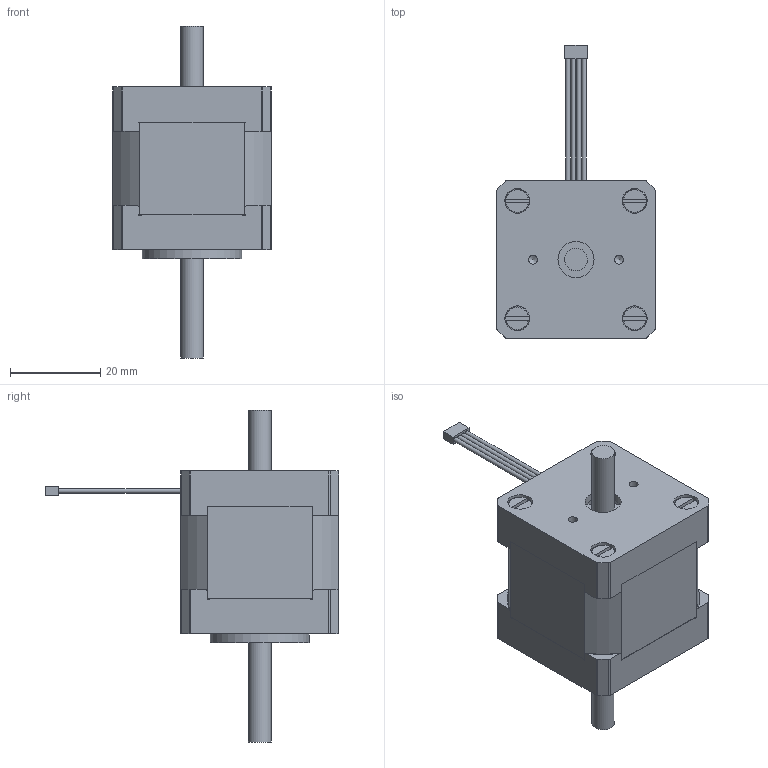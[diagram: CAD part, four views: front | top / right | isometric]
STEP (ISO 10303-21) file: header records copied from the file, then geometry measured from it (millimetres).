
FILE_DESCRIPTION(/* description */ (''),/* implementation_level */ '2;1');
FILE_NAME(/* name */ 'ST3518M1004-B.stp',/* time_stamp */ '2017-02-16T11:37:39+01:00',/* author */ ('schneid_cad'),/* organization */ (''),/* preprocessor_version */ 'ST-DEVELOPER v16.5',/* originating_system */ 'Autodesk Inventor 2017',/* authorisation */ '');
FILE_SCHEMA (('AUTOMOTIVE_DESIGN { 1 0 10303 214 3 1 1 }'));
Length unit declared in the file: millimetre
Products named in the file (1): ST3518M1004-B
Bounding box: 35 x 65 x 73.5 mm (x, y, z)
Volume: 34806.4 mm3; surface area: 16732.1 mm2
Topology: 10 solids, 10 shells, 223 faces, 551 edges, 364 vertices
Faces by surface type: plane 126, cylinder 65, cone 23, torus 9
Full cylindrical faces by diameter (mm): 1 x4, 2.013 x2, 2.459 x4, 2.693 x4, 3 x4, 3.2 x4, 5 x2, 5.5 x4, 8 x2, 15 x1, 17 x2, 21 x2, 22 x1, 24 x1
Entity records: 6582 total; most frequent: DIRECTION 1120, CARTESIAN_POINT 1090, ORIENTED_EDGE 966, EDGE_CURVE 483, AXIS2_PLACEMENT_3D 423, VERTEX_POINT 349, EDGE_LOOP 316, LINE 274
